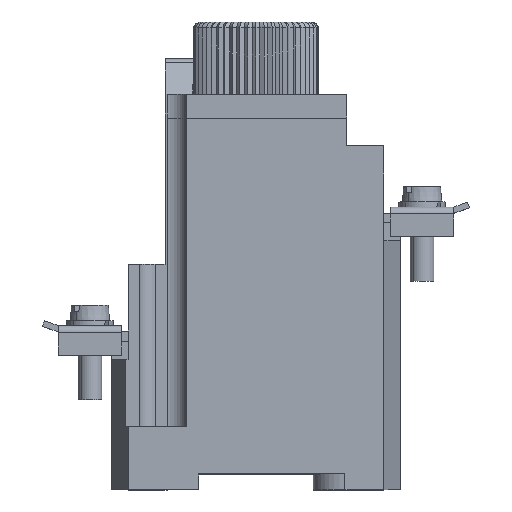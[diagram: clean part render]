
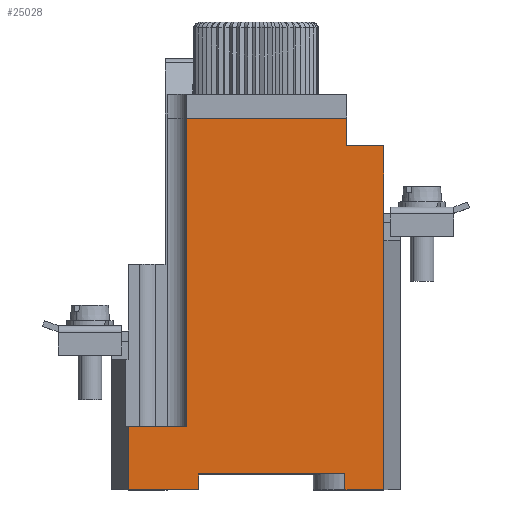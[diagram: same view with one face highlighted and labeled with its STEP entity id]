
A CAD part, top view. The second image highlights one B-rep face of the part: STEP entity #25028.
In plain terms, the highlighted planar face has unit normal (0, 0, 1).
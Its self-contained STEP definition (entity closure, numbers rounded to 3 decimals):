
#473 = DIRECTION ( 'NONE',  ( -1., 0., 0. ) ) ;
#1431 = VERTEX_POINT ( 'NONE', #11645 ) ;
#1776 = EDGE_LOOP ( 'NONE', ( #23343, #20416, #20856, #41582, #30246, #18760, #40818, #24293, #37895, #28851, #21180, #20053, #26257 ) ) ;
#3152 = EDGE_CURVE ( 'NONE', #39708, #39346, #15333, .T. ) ;
#3747 = LINE ( 'NONE', #22866, #42423 ) ;
#4228 = VECTOR ( 'NONE', #41422, 1000. ) ;
#4381 = DIRECTION ( 'NONE',  ( 0., -1., 0. ) ) ;
#5279 = EDGE_CURVE ( 'NONE', #8441, #23112, #27241, .T. ) ;
#5491 = LINE ( 'NONE', #10730, #36537 ) ;
#6127 = EDGE_CURVE ( 'NONE', #36777, #23112, #5491, .T. ) ;
#6344 = LINE ( 'NONE', #16827, #15142 ) ;
#6363 = CARTESIAN_POINT ( 'NONE',  ( 23., 87., 18. ) ) ;
#6887 = VECTOR ( 'NONE', #36538, 1000. ) ;
#7295 = VECTOR ( 'NONE', #41777, 1000. ) ;
#7654 = VERTEX_POINT ( 'NONE', #20518 ) ;
#7897 = CARTESIAN_POINT ( 'NONE',  ( -17.5, -18.399, 18. ) ) ;
#8441 = VERTEX_POINT ( 'NONE', #6363 ) ;
#8714 = EDGE_CURVE ( 'NONE', #27210, #37641, #41707, .T. ) ;
#8777 = VECTOR ( 'NONE', #29050, 1000. ) ;
#9056 = LINE ( 'NONE', #16555, #20188 ) ;
#9243 = VERTEX_POINT ( 'NONE', #26795 ) ;
#9579 = EDGE_CURVE ( 'NONE', #23164, #37641, #38681, .T. ) ;
#9775 = EDGE_CURVE ( 'NONE', #23164, #26085, #22834, .T. ) ;
#10346 = CARTESIAN_POINT ( 'NONE',  ( 23., 87., 18. ) ) ;
#10389 = CARTESIAN_POINT ( 'NONE',  ( 32.351, 63., 18. ) ) ;
#10730 = CARTESIAN_POINT ( 'NONE',  ( 32.351, 63., 18. ) ) ;
#11050 = DIRECTION ( 'NONE',  ( 1., 0., 0. ) ) ;
#11645 = CARTESIAN_POINT ( 'NONE',  ( 22.5, 0., 18. ) ) ;
#11697 = DIRECTION ( 'NONE',  ( 0., 1., 0. ) ) ;
#11769 = CARTESIAN_POINT ( 'NONE',  ( -14.5, 4., 18. ) ) ;
#12057 = EDGE_CURVE ( 'NONE', #39708, #1431, #6344, .T. ) ;
#12427 = FACE_OUTER_BOUND ( 'NONE', #1776, .T. ) ;
#12453 = CARTESIAN_POINT ( 'NONE',  ( -36.5, 0., 18. ) ) ;
#12918 = EDGE_CURVE ( 'NONE', #39346, #9243, #24441, .T. ) ;
#13897 = EDGE_CURVE ( 'NONE', #7654, #26085, #30225, .T. ) ;
#14492 = VECTOR ( 'NONE', #4381, 1000. ) ;
#15142 = VECTOR ( 'NONE', #43084, 1000. ) ;
#15333 = LINE ( 'NONE', #37646, #4228 ) ;
#15834 = AXIS2_PLACEMENT_3D ( 'NONE', #12453, #16184, #42435 ) ;
#16184 = DIRECTION ( 'NONE',  ( 0., 0., 1. ) ) ;
#16555 = CARTESIAN_POINT ( 'NONE',  ( -36.5, 0., 18. ) ) ;
#16827 = CARTESIAN_POINT ( 'NONE',  ( 22.5, 4., 18. ) ) ;
#17579 = CARTESIAN_POINT ( 'NONE',  ( 22.5, 4., 18. ) ) ;
#18635 = VECTOR ( 'NONE', #11050, 1000. ) ;
#18760 = ORIENTED_EDGE ( 'NONE', *, *, #32945, .T. ) ;
#19325 = CARTESIAN_POINT ( 'NONE',  ( -17.5, 94., 18. ) ) ;
#20053 = ORIENTED_EDGE ( 'NONE', *, *, #6127, .T. ) ;
#20188 = VECTOR ( 'NONE', #42799, 1000. ) ;
#20416 = ORIENTED_EDGE ( 'NONE', *, *, #13897, .T. ) ;
#20518 = CARTESIAN_POINT ( 'NONE',  ( 23., 94., 18. ) ) ;
#20685 = EDGE_CURVE ( 'NONE', #8441, #7654, #45626, .T. ) ;
#20856 = ORIENTED_EDGE ( 'NONE', *, *, #9775, .F. ) ;
#21180 = ORIENTED_EDGE ( 'NONE', *, *, #38209, .T. ) ;
#22823 = EDGE_CURVE ( 'NONE', #1431, #35847, #9056, .T. ) ;
#22834 = LINE ( 'NONE', #7897, #33983 ) ;
#22866 = CARTESIAN_POINT ( 'NONE',  ( 32.351, 0., 18. ) ) ;
#23054 = DIRECTION ( 'NONE',  ( 0., 1., 0. ) ) ;
#23112 = VERTEX_POINT ( 'NONE', #29476 ) ;
#23164 = VERTEX_POINT ( 'NONE', #45238 ) ;
#23343 = ORIENTED_EDGE ( 'NONE', *, *, #20685, .T. ) ;
#24293 = ORIENTED_EDGE ( 'NONE', *, *, #3152, .F. ) ;
#24441 = LINE ( 'NONE', #34333, #14492 ) ;
#25028 = ADVANCED_FACE ( 'NONE', ( #12427 ), #42267, .T. ) ;
#25269 = CARTESIAN_POINT ( 'NONE',  ( -17.5, 16., 18. ) ) ;
#26085 = VERTEX_POINT ( 'NONE', #19325 ) ;
#26257 = ORIENTED_EDGE ( 'NONE', *, *, #5279, .F. ) ;
#26687 = CARTESIAN_POINT ( 'NONE',  ( -36.5, 94., 18. ) ) ;
#26795 = CARTESIAN_POINT ( 'NONE',  ( -14.5, 0., 18. ) ) ;
#27210 = VERTEX_POINT ( 'NONE', #34461 ) ;
#27241 = LINE ( 'NONE', #34233, #7295 ) ;
#27326 = CARTESIAN_POINT ( 'NONE',  ( -32.351, 16., 18. ) ) ;
#28618 = LINE ( 'NONE', #37088, #18635 ) ;
#28851 = ORIENTED_EDGE ( 'NONE', *, *, #22823, .T. ) ;
#29050 = DIRECTION ( 'NONE',  ( -1., 0., 0. ) ) ;
#29476 = CARTESIAN_POINT ( 'NONE',  ( 32.351, 87., 18. ) ) ;
#30225 = LINE ( 'NONE', #26687, #40218 ) ;
#30246 = ORIENTED_EDGE ( 'NONE', *, *, #8714, .F. ) ;
#30537 = VECTOR ( 'NONE', #23054, 1000. ) ;
#32945 = EDGE_CURVE ( 'NONE', #27210, #9243, #28618, .T. ) ;
#33983 = VECTOR ( 'NONE', #11697, 1000. ) ;
#34233 = CARTESIAN_POINT ( 'NONE',  ( 32.351, 87., 18. ) ) ;
#34333 = CARTESIAN_POINT ( 'NONE',  ( -14.5, 4., 18. ) ) ;
#34461 = CARTESIAN_POINT ( 'NONE',  ( -32.351, 0., 18. ) ) ;
#35847 = VERTEX_POINT ( 'NONE', #41109 ) ;
#36537 = VECTOR ( 'NONE', #36931, 1000. ) ;
#36538 = DIRECTION ( 'NONE',  ( 0., 1., 0. ) ) ;
#36777 = VERTEX_POINT ( 'NONE', #10389 ) ;
#36931 = DIRECTION ( 'NONE',  ( 0., 1., 0. ) ) ;
#37088 = CARTESIAN_POINT ( 'NONE',  ( -36.5, 0., 18. ) ) ;
#37641 = VERTEX_POINT ( 'NONE', #27326 ) ;
#37646 = CARTESIAN_POINT ( 'NONE',  ( -14.5, 4., 18. ) ) ;
#37895 = ORIENTED_EDGE ( 'NONE', *, *, #12057, .T. ) ;
#37962 = CARTESIAN_POINT ( 'NONE',  ( -32.351, 0., 18. ) ) ;
#38209 = EDGE_CURVE ( 'NONE', #35847, #36777, #3747, .T. ) ;
#38681 = LINE ( 'NONE', #25269, #8777 ) ;
#39346 = VERTEX_POINT ( 'NONE', #11769 ) ;
#39708 = VERTEX_POINT ( 'NONE', #17579 ) ;
#40218 = VECTOR ( 'NONE', #473, 1000. ) ;
#40818 = ORIENTED_EDGE ( 'NONE', *, *, #12918, .F. ) ;
#41109 = CARTESIAN_POINT ( 'NONE',  ( 32.351, 0., 18. ) ) ;
#41422 = DIRECTION ( 'NONE',  ( -1., 0., 0. ) ) ;
#41582 = ORIENTED_EDGE ( 'NONE', *, *, #9579, .T. ) ;
#41707 = LINE ( 'NONE', #37962, #30537 ) ;
#41719 = DIRECTION ( 'NONE',  ( 0., 1., 0. ) ) ;
#41777 = DIRECTION ( 'NONE',  ( 1., 0., 0. ) ) ;
#42267 = PLANE ( 'NONE',  #15834 ) ;
#42423 = VECTOR ( 'NONE', #41719, 1000. ) ;
#42435 = DIRECTION ( 'NONE',  ( 1., 0., 0. ) ) ;
#42799 = DIRECTION ( 'NONE',  ( 1., 0., 0. ) ) ;
#43084 = DIRECTION ( 'NONE',  ( 0., -1., 0. ) ) ;
#45238 = CARTESIAN_POINT ( 'NONE',  ( -17.5, 16., 18. ) ) ;
#45626 = LINE ( 'NONE', #10346, #6887 ) ;
